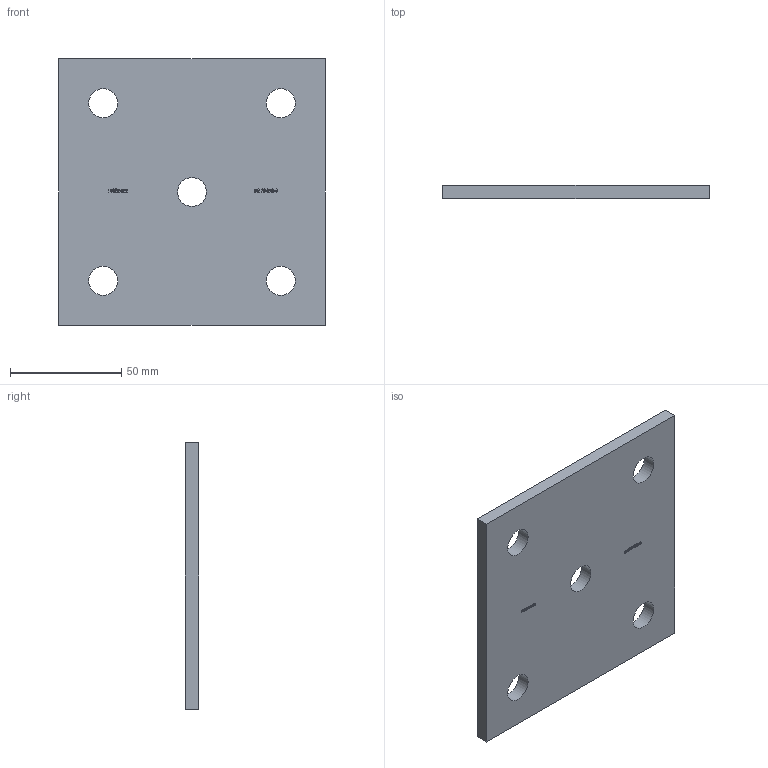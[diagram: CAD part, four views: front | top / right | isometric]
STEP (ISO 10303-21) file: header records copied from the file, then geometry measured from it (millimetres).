
FILE_DESCRIPTION (( 'STEP AP203' ), '1' );
FILE_NAME ('54120-STQ-6.step', '2022-12-06T09:04:33', ( '' ), ( '' ), 'SwSTEP 2.0', 'SolidWorks 2018', '' );
FILE_SCHEMA (( 'CONFIG_CONTROL_DESIGN' ));
Length unit declared in the file: millimetre
Products named in the file (1): 54120-STQ-6
Bounding box: 120 x 6 x 120 mm (x, y, z)
Volume: 82417.4 mm3; surface area: 31588.1 mm2
Topology: 1 solids, 1 shells, 254 faces, 678 edges, 452 vertices
Faces by surface type: plane 144, bspline 105, cylinder 5
Full cylindrical faces by diameter (mm): 13 x5
Entity records: 13450 total; most frequent: CARTESIAN_POINT 7741, ORIENTED_EDGE 1346, DIRECTION 773, EDGE_CURVE 673, LINE 453, VECTOR 453, VERTEX_POINT 452, EDGE_LOOP 295
